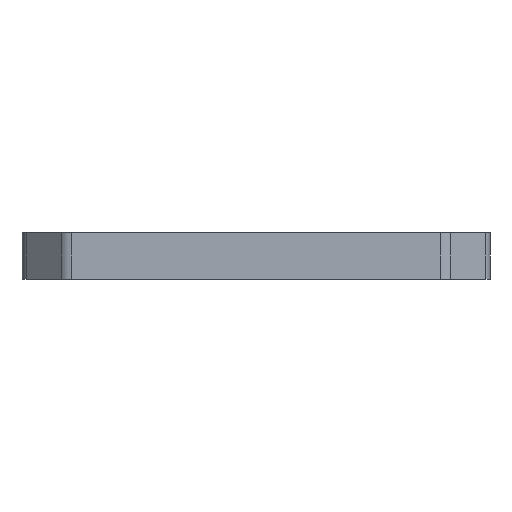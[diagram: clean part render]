
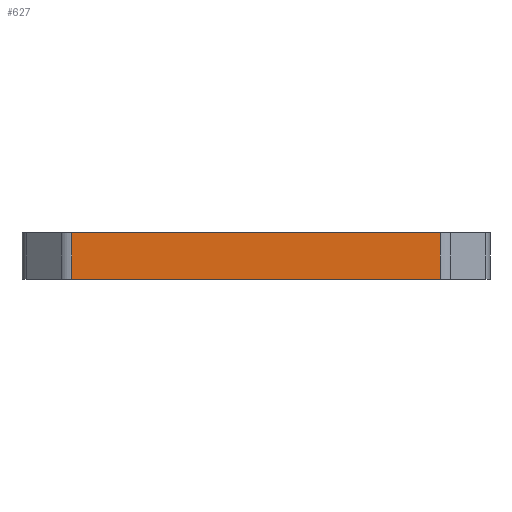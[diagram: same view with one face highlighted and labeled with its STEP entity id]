
A CAD part, front view. The second image highlights one B-rep face of the part: STEP entity #627.
In plain terms, the highlighted planar face has unit normal (0, -1, 0).
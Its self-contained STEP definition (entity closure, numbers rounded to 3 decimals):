
#40 = CARTESIAN_POINT ( 'NONE',  ( 12.586, -15., 0. ) ) ;
#98 = ORIENTED_EDGE ( 'NONE', *, *, #988, .T. ) ;
#190 = VECTOR ( 'NONE', #524, 1000. ) ;
#195 = DIRECTION ( 'NONE',  ( 1., 0., 0. ) ) ;
#245 = DIRECTION ( 'NONE',  ( 0., 0., -1. ) ) ;
#277 = FACE_OUTER_BOUND ( 'NONE', #799, .T. ) ;
#303 = CARTESIAN_POINT ( 'NONE',  ( -16., -15., -3.175 ) ) ;
#335 = ORIENTED_EDGE ( 'NONE', *, *, #770, .T. ) ;
#402 = CARTESIAN_POINT ( 'NONE',  ( 12.586, -15., -3.175 ) ) ;
#429 = LINE ( 'NONE', #303, #190 ) ;
#436 = LINE ( 'NONE', #829, #622 ) ;
#452 = AXIS2_PLACEMENT_3D ( 'NONE', #751, #510, #970 ) ;
#510 = DIRECTION ( 'NONE',  ( 0., -1., 0. ) ) ;
#524 = DIRECTION ( 'NONE',  ( 1., 0., 0. ) ) ;
#562 = ORIENTED_EDGE ( 'NONE', *, *, #593, .T. ) ;
#586 = CARTESIAN_POINT ( 'NONE',  ( -12.586, -15., -3.175 ) ) ;
#587 = LINE ( 'NONE', #586, #1011 ) ;
#593 = EDGE_CURVE ( 'NONE', #881, #630, #1006, .T. ) ;
#599 = PLANE ( 'NONE',  #452 ) ;
#622 = VECTOR ( 'NONE', #195, 1000. ) ;
#624 = VERTEX_POINT ( 'NONE', #895 ) ;
#627 = ADVANCED_FACE ( 'NONE', ( #277 ), #599, .T. ) ;
#630 = VERTEX_POINT ( 'NONE', #40 ) ;
#648 = EDGE_CURVE ( 'NONE', #624, #630, #436, .T. ) ;
#656 = ORIENTED_EDGE ( 'NONE', *, *, #648, .F. ) ;
#717 = VECTOR ( 'NONE', #824, 1000. ) ;
#744 = CARTESIAN_POINT ( 'NONE',  ( 12.586, -15., -3.175 ) ) ;
#751 = CARTESIAN_POINT ( 'NONE',  ( -16., -15., -3.175 ) ) ;
#770 = EDGE_CURVE ( 'NONE', #788, #881, #429, .T. ) ;
#788 = VERTEX_POINT ( 'NONE', #989 ) ;
#799 = EDGE_LOOP ( 'NONE', ( #335, #562, #656, #98 ) ) ;
#824 = DIRECTION ( 'NONE',  ( 0., 0., 1. ) ) ;
#829 = CARTESIAN_POINT ( 'NONE',  ( -16., -15., 0. ) ) ;
#881 = VERTEX_POINT ( 'NONE', #402 ) ;
#895 = CARTESIAN_POINT ( 'NONE',  ( -12.586, -15., 0. ) ) ;
#970 = DIRECTION ( 'NONE',  ( 0., 0., -1. ) ) ;
#988 = EDGE_CURVE ( 'NONE', #624, #788, #587, .T. ) ;
#989 = CARTESIAN_POINT ( 'NONE',  ( -12.586, -15., -3.175 ) ) ;
#1006 = LINE ( 'NONE', #744, #717 ) ;
#1011 = VECTOR ( 'NONE', #245, 1000. ) ;
